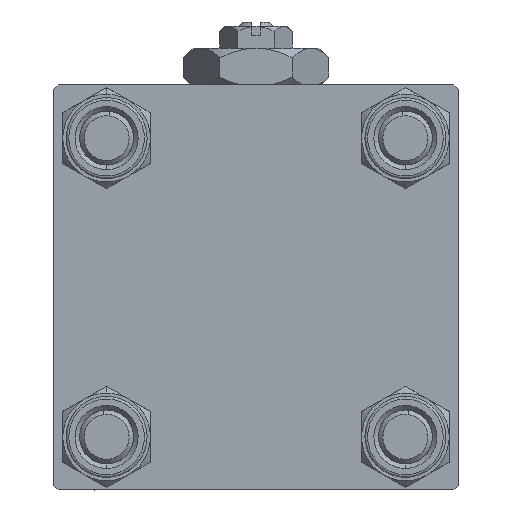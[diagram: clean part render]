
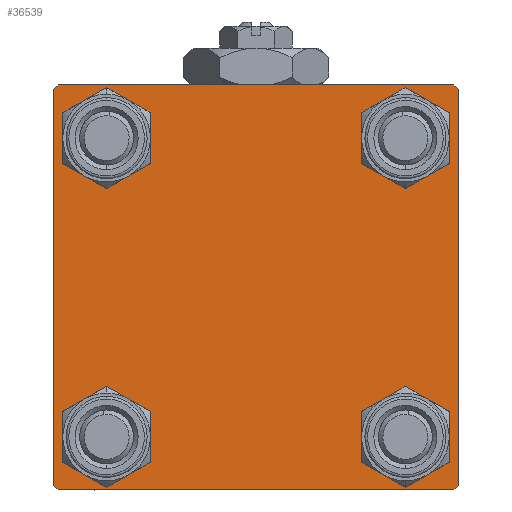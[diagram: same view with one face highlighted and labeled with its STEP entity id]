
A CAD part, left-side view. The second image highlights one B-rep face of the part: STEP entity #36539.
In plain terms, the highlighted planar face has unit normal (-1, 0, 0).
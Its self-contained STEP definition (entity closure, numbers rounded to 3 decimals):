
#310 = ORIENTED_EDGE ( 'NONE', *, *, #1424, .T. ) ;
#384 = CARTESIAN_POINT ( 'NONE',  ( 0., 22.5, -22.5 ) ) ;
#407 = CARTESIAN_POINT ( 'NONE',  ( 0., -22.5, -22. ) ) ;
#980 = VECTOR ( 'NONE', #26533, 1000. ) ;
#1424 = EDGE_CURVE ( 'NONE', #51872, #13406, #49888, .T. ) ;
#1832 = DIRECTION ( 'NONE',  ( 0., 0., 1. ) ) ;
#2555 = EDGE_CURVE ( 'NONE', #17826, #7331, #24227, .T. ) ;
#3082 = FACE_OUTER_BOUND ( 'NONE', #41373, .T. ) ;
#3523 = DIRECTION ( 'NONE',  ( 0., -0.707, 0.707 ) ) ;
#3779 = CARTESIAN_POINT ( 'NONE',  ( 0., -22.25, -22.25 ) ) ;
#4054 = VERTEX_POINT ( 'NONE', #37311 ) ;
#4497 = EDGE_CURVE ( 'NONE', #24219, #36050, #14211, .T. ) ;
#4645 = DIRECTION ( 'NONE',  ( 1., 0., 0. ) ) ;
#4687 = CARTESIAN_POINT ( 'NONE',  ( 0., 16.6, 20.1 ) ) ;
#4689 = CARTESIAN_POINT ( 'NONE',  ( 0., 22.5, 22.5 ) ) ;
#4957 = CIRCLE ( 'NONE', #21078, 3.5 ) ;
#5058 = VERTEX_POINT ( 'NONE', #50360 ) ;
#5182 = EDGE_CURVE ( 'NONE', #27045, #51936, #10512, .T. ) ;
#5295 = DIRECTION ( 'NONE',  ( 0., 0., 1. ) ) ;
#5305 = ORIENTED_EDGE ( 'NONE', *, *, #6366, .T. ) ;
#5320 = EDGE_CURVE ( 'NONE', #23300, #17826, #32000, .T. ) ;
#5546 = DIRECTION ( 'NONE',  ( 1., 0., 0. ) ) ;
#5752 = EDGE_CURVE ( 'NONE', #11904, #5058, #44809, .T. ) ;
#5807 = EDGE_CURVE ( 'NONE', #30546, #7142, #4957, .T. ) ;
#6143 = ORIENTED_EDGE ( 'NONE', *, *, #48528, .T. ) ;
#6366 = EDGE_CURVE ( 'NONE', #13406, #51872, #19366, .T. ) ;
#6529 = DIRECTION ( 'NONE',  ( 0., -1., 0. ) ) ;
#6584 = DIRECTION ( 'NONE',  ( 0., -0.707, -0.707 ) ) ;
#7063 = CARTESIAN_POINT ( 'NONE',  ( 0., 0., 0. ) ) ;
#7142 = VERTEX_POINT ( 'NONE', #39208 ) ;
#7186 = ORIENTED_EDGE ( 'NONE', *, *, #30474, .T. ) ;
#7331 = VERTEX_POINT ( 'NONE', #407 ) ;
#7590 = DIRECTION ( 'NONE',  ( 0., 0., 1. ) ) ;
#7689 = CIRCLE ( 'NONE', #39075, 3.5 ) ;
#7955 = ORIENTED_EDGE ( 'NONE', *, *, #2555, .T. ) ;
#9191 = CARTESIAN_POINT ( 'NONE',  ( 0., -22., 22.5 ) ) ;
#10308 = LINE ( 'NONE', #46428, #22360 ) ;
#10367 = ORIENTED_EDGE ( 'NONE', *, *, #5807, .T. ) ;
#10512 = LINE ( 'NONE', #42907, #24404 ) ;
#10615 = CARTESIAN_POINT ( 'NONE',  ( 0., -22.5, 22. ) ) ;
#10683 = CARTESIAN_POINT ( 'NONE',  ( 0., 22., -22.5 ) ) ;
#11132 = ORIENTED_EDGE ( 'NONE', *, *, #4497, .T. ) ;
#11304 = FACE_BOUND ( 'NONE', #30681, .T. ) ;
#11796 = EDGE_LOOP ( 'NONE', ( #11132, #16426 ) ) ;
#11904 = VERTEX_POINT ( 'NONE', #32453 ) ;
#12189 = ORIENTED_EDGE ( 'NONE', *, *, #5320, .T. ) ;
#12697 = CIRCLE ( 'NONE', #33869, 3.5 ) ;
#13406 = VERTEX_POINT ( 'NONE', #49450 ) ;
#14211 = CIRCLE ( 'NONE', #26109, 3.5 ) ;
#14326 = CARTESIAN_POINT ( 'NONE',  ( 0., -22.5, 22.5 ) ) ;
#14663 = DIRECTION ( 'NONE',  ( 1., 0., 0. ) ) ;
#14848 = LINE ( 'NONE', #14326, #980 ) ;
#15738 = ORIENTED_EDGE ( 'NONE', *, *, #5182, .F. ) ;
#15968 = VECTOR ( 'NONE', #30728, 1000. ) ;
#15993 = CARTESIAN_POINT ( 'NONE',  ( 0., 16.6, -13.1 ) ) ;
#16426 = ORIENTED_EDGE ( 'NONE', *, *, #41597, .T. ) ;
#16605 = CARTESIAN_POINT ( 'NONE',  ( 0., 16.6, 16.6 ) ) ;
#16783 = DIRECTION ( 'NONE',  ( 0., 0., 1. ) ) ;
#17515 = CARTESIAN_POINT ( 'NONE',  ( 0., -16.6, 16.6 ) ) ;
#17826 = VERTEX_POINT ( 'NONE', #32962 ) ;
#18121 = DIRECTION ( 'NONE',  ( 0., 0., 1. ) ) ;
#18444 = EDGE_CURVE ( 'NONE', #49857, #4054, #41084, .T. ) ;
#18699 = CARTESIAN_POINT ( 'NONE',  ( 0., 16.6, -16.6 ) ) ;
#19338 = AXIS2_PLACEMENT_3D ( 'NONE', #46235, #38013, #16783 ) ;
#19366 = CIRCLE ( 'NONE', #23599, 3.5 ) ;
#19401 = ORIENTED_EDGE ( 'NONE', *, *, #18444, .T. ) ;
#20475 = CARTESIAN_POINT ( 'NONE',  ( 0., -16.6, 16.6 ) ) ;
#21078 = AXIS2_PLACEMENT_3D ( 'NONE', #25994, #38212, #1832 ) ;
#22128 = CARTESIAN_POINT ( 'NONE',  ( 0., 22.5, 22. ) ) ;
#22359 = CARTESIAN_POINT ( 'NONE',  ( 0., 16.6, -16.6 ) ) ;
#22360 = VECTOR ( 'NONE', #6584, 1000. ) ;
#23261 = DIRECTION ( 'NONE',  ( 0., 0.707, 0.707 ) ) ;
#23262 = DIRECTION ( 'NONE',  ( -1., 0., 0. ) ) ;
#23300 = VERTEX_POINT ( 'NONE', #10683 ) ;
#23599 = AXIS2_PLACEMENT_3D ( 'NONE', #16605, #4645, #44750 ) ;
#23638 = CARTESIAN_POINT ( 'NONE',  ( 0., 16.6, -20.1 ) ) ;
#24219 = VERTEX_POINT ( 'NONE', #15993 ) ;
#24227 = LINE ( 'NONE', #3779, #45558 ) ;
#24404 = VECTOR ( 'NONE', #6529, 1000. ) ;
#25994 = CARTESIAN_POINT ( 'NONE',  ( 0., -16.6, -16.6 ) ) ;
#26078 = CIRCLE ( 'NONE', #40541, 3.5 ) ;
#26109 = AXIS2_PLACEMENT_3D ( 'NONE', #22359, #14663, #34302 ) ;
#26533 = DIRECTION ( 'NONE',  ( 0., 0., -1. ) ) ;
#27045 = VERTEX_POINT ( 'NONE', #44906 ) ;
#27239 = CARTESIAN_POINT ( 'NONE',  ( 0., -22.25, 22.25 ) ) ;
#27491 = FACE_BOUND ( 'NONE', #11796, .T. ) ;
#27789 = LINE ( 'NONE', #42949, #15968 ) ;
#28855 = DIRECTION ( 'NONE',  ( 0., 0., -1. ) ) ;
#29059 = EDGE_CURVE ( 'NONE', #50615, #51936, #47428, .T. ) ;
#29445 = CARTESIAN_POINT ( 'NONE',  ( 0., -16.6, -13.1 ) ) ;
#30474 = EDGE_CURVE ( 'NONE', #7142, #30546, #26078, .T. ) ;
#30546 = VERTEX_POINT ( 'NONE', #29445 ) ;
#30681 = EDGE_LOOP ( 'NONE', ( #31568, #45699 ) ) ;
#30728 = DIRECTION ( 'NONE',  ( 0., 0.707, -0.707 ) ) ;
#30872 = ORIENTED_EDGE ( 'NONE', *, *, #44471, .F. ) ;
#31568 = ORIENTED_EDGE ( 'NONE', *, *, #5752, .T. ) ;
#31746 = PLANE ( 'NONE',  #48334 ) ;
#32000 = LINE ( 'NONE', #384, #34601 ) ;
#32416 = DIRECTION ( 'NONE',  ( 0., 0., 1. ) ) ;
#32453 = CARTESIAN_POINT ( 'NONE',  ( 0., -16.6, 20.1 ) ) ;
#32625 = EDGE_CURVE ( 'NONE', #27045, #49857, #27789, .T. ) ;
#32934 = DIRECTION ( 'NONE',  ( 1., 0., 0. ) ) ;
#32962 = CARTESIAN_POINT ( 'NONE',  ( 0., -22., -22.5 ) ) ;
#33869 = AXIS2_PLACEMENT_3D ( 'NONE', #20475, #32934, #32416 ) ;
#34302 = DIRECTION ( 'NONE',  ( 0., 0., 1. ) ) ;
#34573 = CARTESIAN_POINT ( 'NONE',  ( 0., -16.6, -16.6 ) ) ;
#34601 = VECTOR ( 'NONE', #40508, 1000. ) ;
#34626 = DIRECTION ( 'NONE',  ( 1., 0., 0. ) ) ;
#35329 = VECTOR ( 'NONE', #23261, 1000. ) ;
#35780 = ORIENTED_EDGE ( 'NONE', *, *, #29059, .T. ) ;
#36050 = VERTEX_POINT ( 'NONE', #23638 ) ;
#36539 = ADVANCED_FACE ( 'NONE', ( #11304, #43969, #27491, #47171, #3082 ), #31746, .T. ) ;
#37311 = CARTESIAN_POINT ( 'NONE',  ( 0., 22.5, -22. ) ) ;
#38013 = DIRECTION ( 'NONE',  ( 1., 0., 0. ) ) ;
#38212 = DIRECTION ( 'NONE',  ( 1., 0., 0. ) ) ;
#38871 = ORIENTED_EDGE ( 'NONE', *, *, #32625, .T. ) ;
#39075 = AXIS2_PLACEMENT_3D ( 'NONE', #18699, #34626, #47365 ) ;
#39208 = CARTESIAN_POINT ( 'NONE',  ( 0., -16.6, -20.1 ) ) ;
#39987 = EDGE_CURVE ( 'NONE', #5058, #11904, #12697, .T. ) ;
#40508 = DIRECTION ( 'NONE',  ( 0., -1., 0. ) ) ;
#40541 = AXIS2_PLACEMENT_3D ( 'NONE', #34573, #42287, #18121 ) ;
#41084 = LINE ( 'NONE', #4689, #47709 ) ;
#41373 = EDGE_LOOP ( 'NONE', ( #19401, #6143, #12189, #7955, #30872, #35780, #15738, #38871 ) ) ;
#41597 = EDGE_CURVE ( 'NONE', #36050, #24219, #7689, .T. ) ;
#42287 = DIRECTION ( 'NONE',  ( 1., 0., 0. ) ) ;
#42907 = CARTESIAN_POINT ( 'NONE',  ( 0., 22.5, 22.5 ) ) ;
#42949 = CARTESIAN_POINT ( 'NONE',  ( 0., 22.25, 22.25 ) ) ;
#43969 = FACE_BOUND ( 'NONE', #47447, .T. ) ;
#44471 = EDGE_CURVE ( 'NONE', #50615, #7331, #14848, .T. ) ;
#44750 = DIRECTION ( 'NONE',  ( 0., 0., 1. ) ) ;
#44809 = CIRCLE ( 'NONE', #50751, 3.5 ) ;
#44906 = CARTESIAN_POINT ( 'NONE',  ( 0., 22., 22.5 ) ) ;
#45558 = VECTOR ( 'NONE', #3523, 1000. ) ;
#45699 = ORIENTED_EDGE ( 'NONE', *, *, #39987, .T. ) ;
#46235 = CARTESIAN_POINT ( 'NONE',  ( 0., 16.6, 16.6 ) ) ;
#46428 = CARTESIAN_POINT ( 'NONE',  ( 0., 22.25, -22.25 ) ) ;
#47171 = FACE_BOUND ( 'NONE', #48864, .T. ) ;
#47365 = DIRECTION ( 'NONE',  ( 0., 0., 1. ) ) ;
#47428 = LINE ( 'NONE', #27239, #35329 ) ;
#47447 = EDGE_LOOP ( 'NONE', ( #10367, #7186 ) ) ;
#47709 = VECTOR ( 'NONE', #28855, 1000. ) ;
#48334 = AXIS2_PLACEMENT_3D ( 'NONE', #7063, #23262, #7590 ) ;
#48528 = EDGE_CURVE ( 'NONE', #4054, #23300, #10308, .T. ) ;
#48864 = EDGE_LOOP ( 'NONE', ( #310, #5305 ) ) ;
#49450 = CARTESIAN_POINT ( 'NONE',  ( 0., 16.6, 13.1 ) ) ;
#49857 = VERTEX_POINT ( 'NONE', #22128 ) ;
#49888 = CIRCLE ( 'NONE', #19338, 3.5 ) ;
#50360 = CARTESIAN_POINT ( 'NONE',  ( 0., -16.6, 13.1 ) ) ;
#50615 = VERTEX_POINT ( 'NONE', #10615 ) ;
#50751 = AXIS2_PLACEMENT_3D ( 'NONE', #17515, #5546, #5295 ) ;
#51872 = VERTEX_POINT ( 'NONE', #4687 ) ;
#51936 = VERTEX_POINT ( 'NONE', #9191 ) ;
